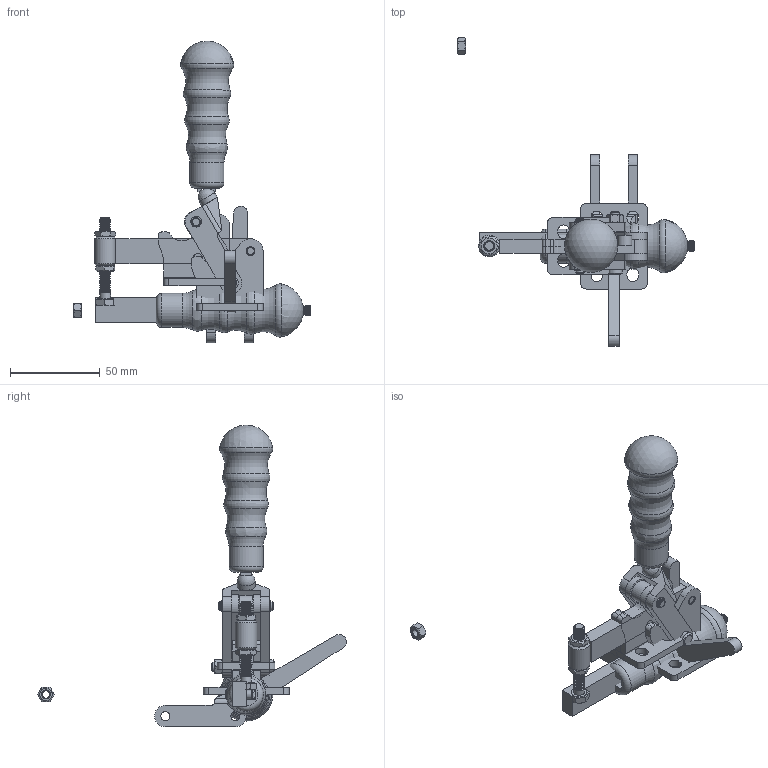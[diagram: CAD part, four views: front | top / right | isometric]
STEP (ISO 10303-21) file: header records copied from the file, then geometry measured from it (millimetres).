
FILE_DESCRIPTION( ( 'Unknown' ), '1' );
FILE_NAME( '279_UPINKA.stp', 'Unknown', ( 'Unknown' ), ( 'Unknown' ), 'PSStep 14.0', 'Unknown', ' ' );
FILE_SCHEMA( ( 'AUTOMOTIVE_DESIGN { 1 0 10303 214 1 1 1 1 }' ) );
Length unit declared in the file: millimetre
Products named in the file (24): Assem1; 279021-S_OVLADACI PAKA; 279003-M_UPINACI PAKA; 279021_OVLADACI PAKA; 279002_TELO OVLADACI PAKY; 279003_UPINACI PAKA; 279007_KOLIK; 279007_KOLIK-oa2; 279005_DISTANCNI KROUZEK; 279005_DISTANCNI KROUZEK-oa0; 279011_OKO SROUBU 6,5x16; 279004_TAHLO; 279004_TAHLO-oa1; 279006_CEP; 279008_SROUB M5; 800002_MATICE M5-SAMOJISTNA; 800020_POJISTNY KROUZEK-4; 800020_POJISTNY KROUZEK-4-oa3; 940002_RUKOJET 10x6; 279001 L_TELO L; 279001 P_TELO P; 800069_SROUB M6x45-CSN ISO 4017; 800004_MATICE M6_DIN4398; 800004_MATICE M6_DIN4398-oa4
Bounding box: 132.25 x 172 x 168.14 mm (x, y, z)
Volume: 162850.3 mm3; surface area: 84678.2 mm2
Topology: 47 solids, 47 shells, 965 faces, 2160 edges, 1309 vertices
Faces by surface type: plane 308, cylinder 284, cone 254, torus 112, sphere 5, bspline 2
Full cylindrical faces by diameter (mm): 4 x4, 4.134 x2, 4.8 x2, 4.917 x12, 4.95 x6, 5 x54, 5.18 x2, 6 x84, 6.5 x2, 8 x2, 8.88 x2, 10 x3, 12 x6, 18.996 x2
Entity records: 14755 total; most frequent: DIRECTION 2000, CARTESIAN_POINT 1915, ORIENTED_EDGE 1416, AXIS2_PLACEMENT_3D 877, EDGE_LOOP 778, EDGE_CURVE 708, FACE_OUTER_BOUND 595, VERTEX_POINT 576
